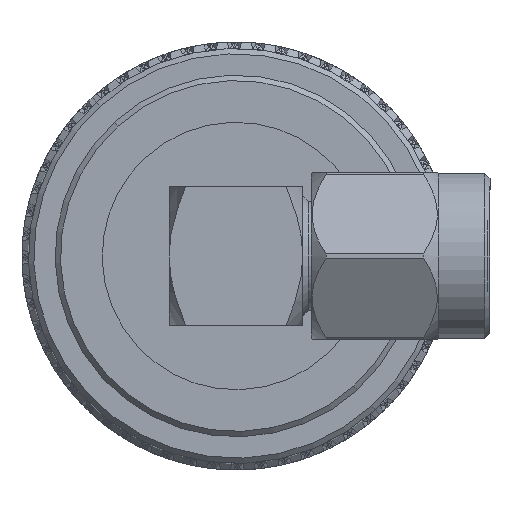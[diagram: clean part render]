
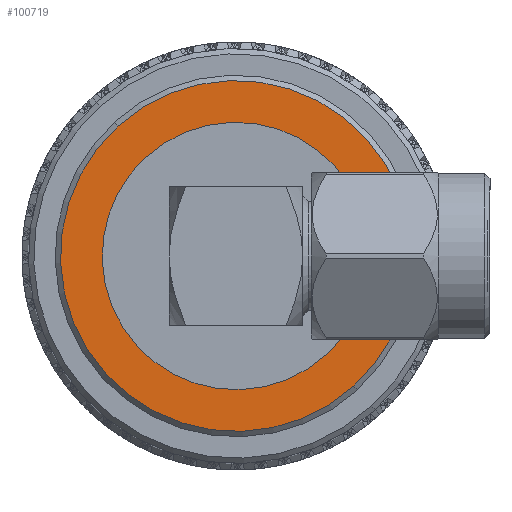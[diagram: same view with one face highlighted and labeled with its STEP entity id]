
A CAD part, left-side view. The second image highlights one B-rep face of the part: STEP entity #100719.
In plain terms, the highlighted face is planar.
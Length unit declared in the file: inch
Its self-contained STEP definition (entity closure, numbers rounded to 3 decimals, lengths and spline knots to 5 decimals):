
#638 = CIRCLE ( 'NONE', #61632, 0.25 ) ;
#1517 = AXIS2_PLACEMENT_3D ( 'NONE', #60289, #30130, #44385 ) ;
#3759 = AXIS2_PLACEMENT_3D ( 'NONE', #8168, #48069, #32080 ) ;
#6444 = DIRECTION ( 'NONE',  ( 0., 1., 0. ) ) ;
#6592 = DIRECTION ( 'NONE',  ( 0., 1., 0. ) ) ;
#8168 = CARTESIAN_POINT ( 'NONE',  ( 0.67383, 0., 0. ) ) ;
#9985 = EDGE_LOOP ( 'NONE', ( #79941, #25353 ) ) ;
#15964 = CARTESIAN_POINT ( 'NONE',  ( 0.67383, 0.32809, 0. ) ) ;
#17193 = CIRCLE ( 'NONE', #100011, 0.32809 ) ;
#19161 = EDGE_LOOP ( 'NONE', ( #76968, #33883 ) ) ;
#22352 = CARTESIAN_POINT ( 'NONE',  ( 0.67383, -0.32809, 0. ) ) ;
#25353 = ORIENTED_EDGE ( 'NONE', *, *, #54874, .F. ) ;
#25939 = FACE_OUTER_BOUND ( 'NONE', #19161, .T. ) ;
#28508 = EDGE_CURVE ( 'NONE', #90750, #83791, #638, .T. ) ;
#30130 = DIRECTION ( 'NONE',  ( 1., 0., 0. ) ) ;
#30402 = DIRECTION ( 'NONE',  ( 1., 0., 0. ) ) ;
#30549 = DIRECTION ( 'NONE',  ( 1., 0., 0. ) ) ;
#32080 = DIRECTION ( 'NONE',  ( 0., 1., 0. ) ) ;
#33883 = ORIENTED_EDGE ( 'NONE', *, *, #58453, .T. ) ;
#36581 = EDGE_CURVE ( 'NONE', #84162, #78911, #87374, .T. ) ;
#40447 = CIRCLE ( 'NONE', #3759, 0.25 ) ;
#44385 = DIRECTION ( 'NONE',  ( 0., 1., 0. ) ) ;
#45012 = DIRECTION ( 'NONE',  ( 0., 1., 0. ) ) ;
#48069 = DIRECTION ( 'NONE',  ( 1., 0., 0. ) ) ;
#54874 = EDGE_CURVE ( 'NONE', #83791, #90750, #40447, .T. ) ;
#58453 = EDGE_CURVE ( 'NONE', #78911, #84162, #17193, .T. ) ;
#60289 = CARTESIAN_POINT ( 'NONE',  ( 0.67383, 0., 0. ) ) ;
#61632 = AXIS2_PLACEMENT_3D ( 'NONE', #94976, #30549, #6592 ) ;
#63294 = PLANE ( 'NONE',  #80251 ) ;
#66819 = FACE_BOUND ( 'NONE', #9985, .T. ) ;
#70600 = CARTESIAN_POINT ( 'NONE',  ( 0.67383, 0.33809, 0. ) ) ;
#70689 = CARTESIAN_POINT ( 'NONE',  ( 0.67383, 0.25, 0. ) ) ;
#71264 = DIRECTION ( 'NONE',  ( 1., 0., 0. ) ) ;
#76968 = ORIENTED_EDGE ( 'NONE', *, *, #36581, .T. ) ;
#78911 = VERTEX_POINT ( 'NONE', #15964 ) ;
#79941 = ORIENTED_EDGE ( 'NONE', *, *, #28508, .F. ) ;
#80251 = AXIS2_PLACEMENT_3D ( 'NONE', #70600, #71264, #6444 ) ;
#83791 = VERTEX_POINT ( 'NONE', #86541 ) ;
#84162 = VERTEX_POINT ( 'NONE', #22352 ) ;
#85120 = CARTESIAN_POINT ( 'NONE',  ( 0.67383, 0., 0. ) ) ;
#86541 = CARTESIAN_POINT ( 'NONE',  ( 0.67383, -0.25, 0. ) ) ;
#87374 = CIRCLE ( 'NONE', #1517, 0.32809 ) ;
#90750 = VERTEX_POINT ( 'NONE', #70689 ) ;
#94976 = CARTESIAN_POINT ( 'NONE',  ( 0.67383, 0., 0. ) ) ;
#100011 = AXIS2_PLACEMENT_3D ( 'NONE', #85120, #30402, #45012 ) ;
#100719 = ADVANCED_FACE ( 'NONE', ( #66819, #25939 ), #63294, .T. ) ;
